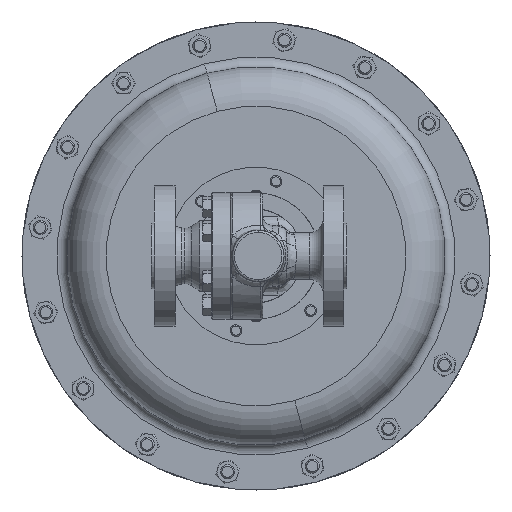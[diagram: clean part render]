
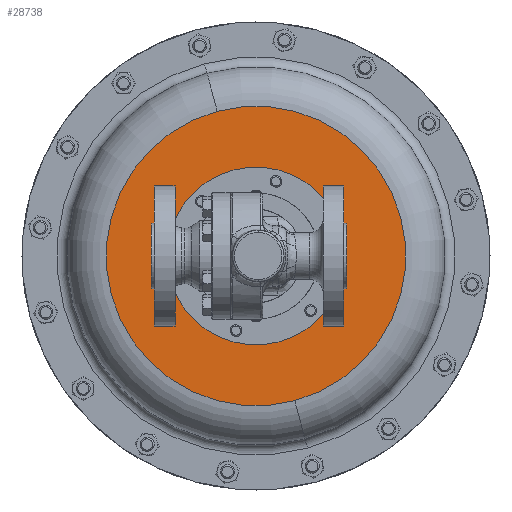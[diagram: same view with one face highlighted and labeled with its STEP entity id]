
A CAD part, front view. The second image highlights one B-rep face of the part: STEP entity #28738.
In plain terms, the highlighted planar face has unit normal (0, -1, 0).
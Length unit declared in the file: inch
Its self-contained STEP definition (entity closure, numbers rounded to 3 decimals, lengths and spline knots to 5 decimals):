
#64 = CIRCLE ( 'NONE', #24823, 2.375 ) ;
#241 = CARTESIAN_POINT ( 'NONE',  ( 0.86435, 10.77637, 4.24109 ) ) ;
#267 = DIRECTION ( 'NONE',  ( 0., 1., 0. ) ) ;
#1012 = ORIENTED_EDGE ( 'NONE', *, *, #2848, .F. ) ;
#1138 = DIRECTION ( 'NONE',  ( -0.259, 0., 0.966 ) ) ;
#2364 = DIRECTION ( 'NONE',  ( 0.259, 0., -0.966 ) ) ;
#2848 = EDGE_CURVE ( 'NONE', #28365, #6150, #5212, .T. ) ;
#3278 = CARTESIAN_POINT ( 'NONE',  ( 0.86435, 10.77637, 4.24109 ) ) ;
#3365 = CARTESIAN_POINT ( 'NONE',  ( 0.86435, 10.77637, 4.24109 ) ) ;
#4411 = CIRCLE ( 'NONE', #17981, 4. ) ;
#4698 = ORIENTED_EDGE ( 'NONE', *, *, #15361, .T. ) ;
#5212 = CIRCLE ( 'NONE', #28073, 4. ) ;
#5380 = ORIENTED_EDGE ( 'NONE', *, *, #18472, .F. ) ;
#5688 = DIRECTION ( 'NONE',  ( 0.707, 0., 0.707 ) ) ;
#5776 = DIRECTION ( 'NONE',  ( 0.707, 0., 0.707 ) ) ;
#5970 = FACE_BOUND ( 'NONE', #25262, .T. ) ;
#6150 = VERTEX_POINT ( 'NONE', #20194 ) ;
#6194 = CARTESIAN_POINT ( 'NONE',  ( 1.89963, 10.77637, 0.37739 ) ) ;
#11062 = CARTESIAN_POINT ( 'NONE',  ( -0.81503, 10.77637, 2.56172 ) ) ;
#13739 = AXIS2_PLACEMENT_3D ( 'NONE', #28323, #25791, #2364 ) ;
#15210 = DIRECTION ( 'NONE',  ( 0., 1., 0. ) ) ;
#15361 = EDGE_CURVE ( 'NONE', #19619, #20296, #22973, .T. ) ;
#16438 = PLANE ( 'NONE',  #13739 ) ;
#16654 = DIRECTION ( 'NONE',  ( -0.259, 0., 0.966 ) ) ;
#16937 = FACE_OUTER_BOUND ( 'NONE', #24862, .T. ) ;
#17275 = EDGE_CURVE ( 'NONE', #20296, #19619, #64, .T. ) ;
#17981 = AXIS2_PLACEMENT_3D ( 'NONE', #29449, #15210, #1138 ) ;
#18472 = EDGE_CURVE ( 'NONE', #6150, #28365, #4411, .T. ) ;
#19220 = ORIENTED_EDGE ( 'NONE', *, *, #17275, .T. ) ;
#19619 = VERTEX_POINT ( 'NONE', #11062 ) ;
#19736 = DIRECTION ( 'NONE',  ( 0., 1., 0. ) ) ;
#19830 = DIRECTION ( 'NONE',  ( 0., 1., 0. ) ) ;
#20194 = CARTESIAN_POINT ( 'NONE',  ( -0.17093, 10.77637, 8.1048 ) ) ;
#20296 = VERTEX_POINT ( 'NONE', #24131 ) ;
#20989 = AXIS2_PLACEMENT_3D ( 'NONE', #3278, #19736, #5688 ) ;
#22973 = CIRCLE ( 'NONE', #20989, 2.375 ) ;
#24131 = CARTESIAN_POINT ( 'NONE',  ( 2.54373, 10.77637, 5.92047 ) ) ;
#24823 = AXIS2_PLACEMENT_3D ( 'NONE', #3365, #19830, #5776 ) ;
#24862 = EDGE_LOOP ( 'NONE', ( #5380, #1012 ) ) ;
#25262 = EDGE_LOOP ( 'NONE', ( #4698, #19220 ) ) ;
#25791 = DIRECTION ( 'NONE',  ( 0., -1., 0. ) ) ;
#28073 = AXIS2_PLACEMENT_3D ( 'NONE', #241, #267, #16654 ) ;
#28323 = CARTESIAN_POINT ( 'NONE',  ( 4.72805, 10.77637, 5.27637 ) ) ;
#28365 = VERTEX_POINT ( 'NONE', #6194 ) ;
#28738 = ADVANCED_FACE ( 'NONE', ( #16937, #5970 ), #16438, .T. ) ;
#29449 = CARTESIAN_POINT ( 'NONE',  ( 0.86435, 10.77637, 4.24109 ) ) ;
